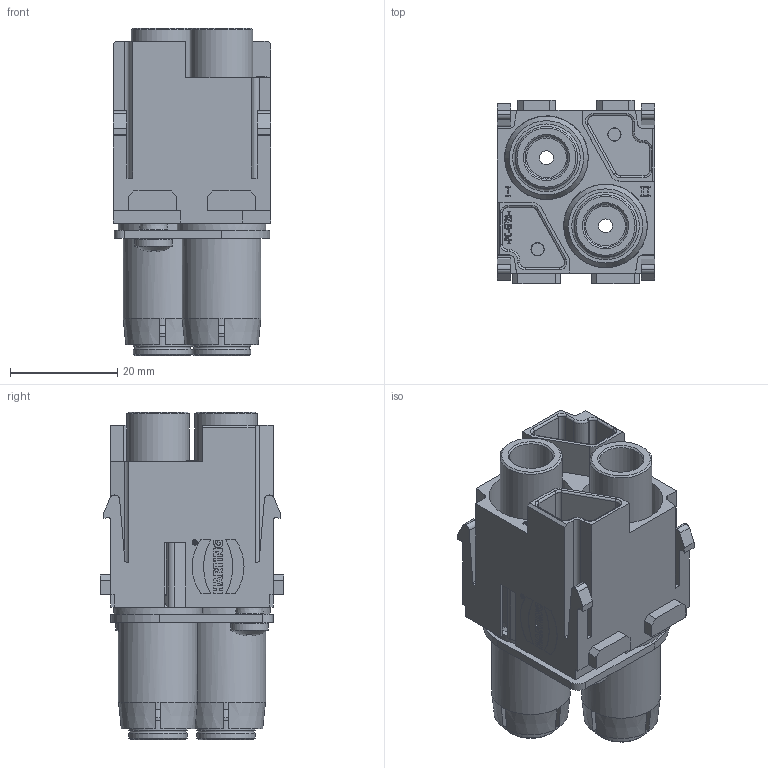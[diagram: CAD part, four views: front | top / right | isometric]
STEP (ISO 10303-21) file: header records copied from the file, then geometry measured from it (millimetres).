
FILE_DESCRIPTION(/* description */ (''),/* implementation_level */ '2;1');
FILE_NAME(/* name */ '100095136ugm000_c.stp',/* time_stamp */ '2017-10-30T15:18:02+01:00',/* author */ (''),/* organization */ (''),/* preprocessor_version */ 'ST-DEVELOPER v16',/* originating_system */ 'SIEMENS PLM Software NX 10.0',/* authorisation */ '');
FILE_SCHEMA (('AUTOMOTIVE_DESIGN { 1 0 10303 214 3 1 1 1 }'));
Length unit declared in the file: millimetre
Products named in the file (1): 100095136ugm000_c
Bounding box: 29.35 x 34.2 x 61 mm (x, y, z)
Volume: 24112.5 mm3; surface area: 25948 mm2
Topology: 3 solids, 3 shells, 808 faces, 2222 edges, 1458 vertices
Faces by surface type: plane 451, cylinder 138, extrusion 131, cone 54, bspline 20, torus 12, sphere 2
Full cylindrical faces by diameter (mm): 0.671 x1, 0.984 x1, 2.5 x2, 2.6 x2, 3.2 x2, 4.6 x2, 7 x2, 8 x4, 10.9 x6, 11 x2, 11.6 x2, 11.7 x2, 13.8 x2, 14.7 x2, 15.55 x2, 15.6 x2, 16.5 x2
Entity records: 29113 total; most frequent: CARTESIAN_POINT 7035, ORIENTED_EDGE 4268, DIRECTION 3657, EDGE_CURVE 2134, VERTEX_POINT 1446, VECTOR 1405, LINE 1274, AXIS2_PLACEMENT_3D 1126
